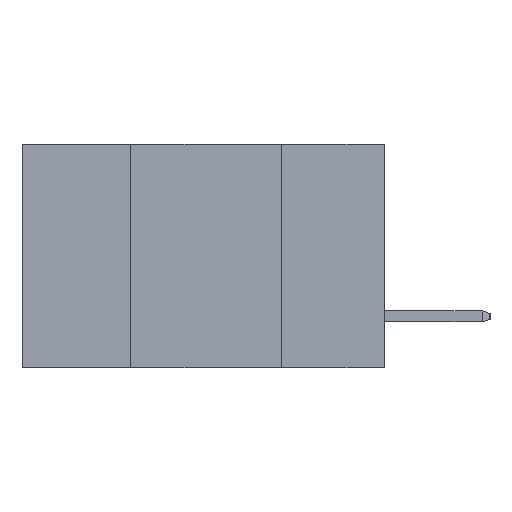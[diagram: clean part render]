
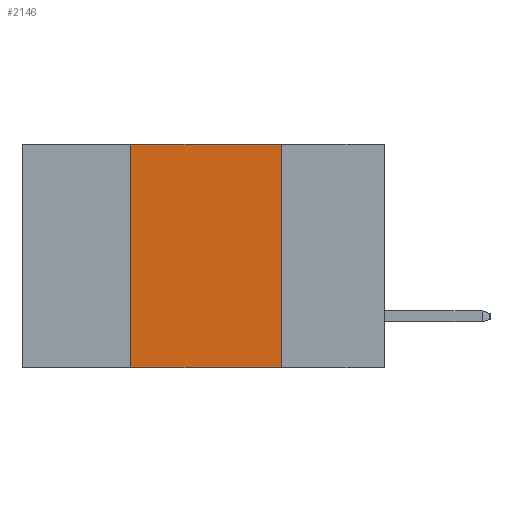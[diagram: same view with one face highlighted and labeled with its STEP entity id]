
A CAD part, left-side view. The second image highlights one B-rep face of the part: STEP entity #2146.
In plain terms, the highlighted planar face has unit normal (-1, 0, 0).
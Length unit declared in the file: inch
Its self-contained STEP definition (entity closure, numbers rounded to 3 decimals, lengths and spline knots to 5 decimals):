
#388 = LINE ( 'NONE', #1904, #8858 ) ;
#942 = ORIENTED_EDGE ( 'NONE', *, *, #7790, .T. ) ;
#1678 = EDGE_LOOP ( 'NONE', ( #3651, #6558, #9244, #942 ) ) ;
#1904 = CARTESIAN_POINT ( 'NONE',  ( 0., 0.17, 0. ) ) ;
#2146 = ADVANCED_FACE ( 'NONE', ( #12346 ), #10716, .F. ) ;
#3045 = VECTOR ( 'NONE', #8013, 39.37008 ) ;
#3378 = DIRECTION ( 'NONE',  ( 0., 0., 1. ) ) ;
#3410 = CARTESIAN_POINT ( 'NONE',  ( 0., 0.17, 0. ) ) ;
#3651 = ORIENTED_EDGE ( 'NONE', *, *, #9100, .F. ) ;
#3881 = VECTOR ( 'NONE', #3378, 39.37008 ) ;
#4114 = DIRECTION ( 'NONE',  ( 0., 0., -1. ) ) ;
#4773 = CARTESIAN_POINT ( 'NONE',  ( 0., 0.6, 0. ) ) ;
#4782 = VERTEX_POINT ( 'NONE', #3410 ) ;
#5964 = LINE ( 'NONE', #4773, #3045 ) ;
#6558 = ORIENTED_EDGE ( 'NONE', *, *, #11612, .F. ) ;
#6818 = VECTOR ( 'NONE', #7922, 39.37008 ) ;
#7790 = EDGE_CURVE ( 'NONE', #11126, #11441, #9493, .T. ) ;
#7797 = CARTESIAN_POINT ( 'NONE',  ( 0., 0.17, -0.37 ) ) ;
#7829 = VERTEX_POINT ( 'NONE', #10865 ) ;
#7922 = DIRECTION ( 'NONE',  ( 0., -1., 0. ) ) ;
#8013 = DIRECTION ( 'NONE',  ( 0., -1., 0. ) ) ;
#8455 = EDGE_CURVE ( 'NONE', #11126, #7829, #12067, .T. ) ;
#8690 = CARTESIAN_POINT ( 'NONE',  ( 0., 0.42, 0. ) ) ;
#8858 = VECTOR ( 'NONE', #4114, 39.37008 ) ;
#9100 = EDGE_CURVE ( 'NONE', #4782, #11441, #388, .T. ) ;
#9244 = ORIENTED_EDGE ( 'NONE', *, *, #8455, .F. ) ;
#9493 = LINE ( 'NONE', #10827, #6818 ) ;
#10716 = PLANE ( 'NONE',  #12654 ) ;
#10751 = CARTESIAN_POINT ( 'NONE',  ( 0., 0.6, 0. ) ) ;
#10817 = DIRECTION ( 'NONE',  ( 1., 0., 0. ) ) ;
#10827 = CARTESIAN_POINT ( 'NONE',  ( 0., 0.6, -0.37 ) ) ;
#10865 = CARTESIAN_POINT ( 'NONE',  ( 0., 0.42, 0. ) ) ;
#11000 = DIRECTION ( 'NONE',  ( 0., 0., -1. ) ) ;
#11126 = VERTEX_POINT ( 'NONE', #12490 ) ;
#11441 = VERTEX_POINT ( 'NONE', #7797 ) ;
#11612 = EDGE_CURVE ( 'NONE', #7829, #4782, #5964, .T. ) ;
#12067 = LINE ( 'NONE', #8690, #3881 ) ;
#12346 = FACE_OUTER_BOUND ( 'NONE', #1678, .T. ) ;
#12490 = CARTESIAN_POINT ( 'NONE',  ( 0., 0.42, -0.37 ) ) ;
#12654 = AXIS2_PLACEMENT_3D ( 'NONE', #10751, #10817, #11000 ) ;
